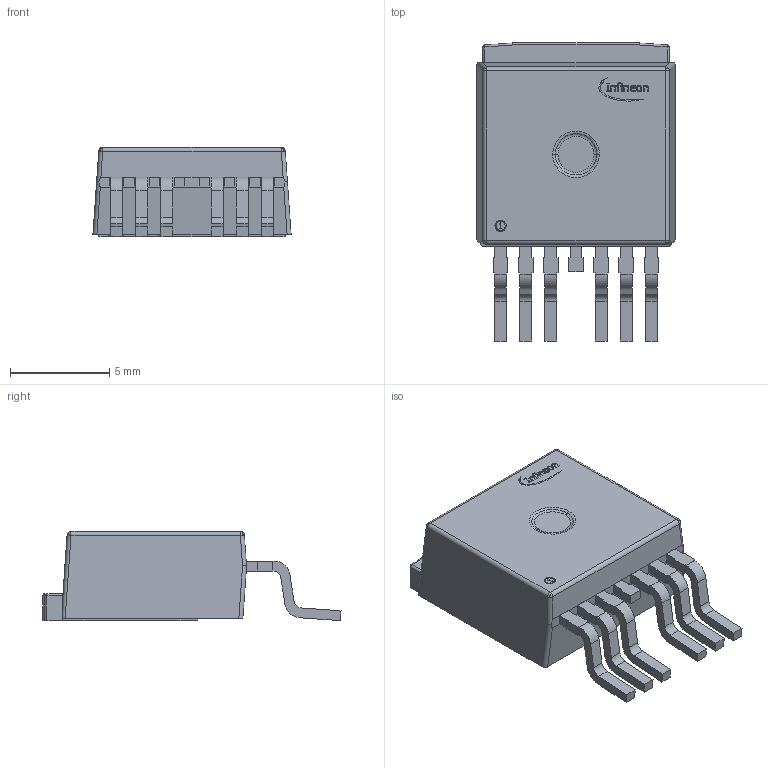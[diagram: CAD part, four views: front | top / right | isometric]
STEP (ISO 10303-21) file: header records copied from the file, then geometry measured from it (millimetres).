
FILE_DESCRIPTION (( 'STEP AP214' ), '1' );
FILE_NAME ('IPB044N15N5ATMA1.STEP', '2023-01-05T07:31:27', ( 'ADMIN' ), ( '' ), 'SwSTEP 2.0', 'SolidWorks 2016', '' );
FILE_SCHEMA (( 'AUTOMOTIVE_DESIGN' ));
Length unit declared in the file: millimetre
Products named in the file (7): Infineon assembly; Infineon Logo; Infineon Logo2; Infineon Logo3; 2; 1; IPB044N15N5ATMA1
Assembly tree (6 placements, depth 3):
  IPB044N15N5ATMA1
    1
    2
    Infineon assembly
      Infineon Logo3
      Infineon Logo2
      Infineon Logo
Bounding box: 10 x 15.03 x 4.5 mm (x, y, z)
Volume: 418 mm3; surface area: 593.1 mm2
Topology: 13 solids, 23 shells, 358 faces, 923 edges, 598 vertices
Faces by surface type: plane 247, bspline 60, cylinder 51
Entity records: 15574 total; most frequent: CARTESIAN_POINT 2868, ORIENTED_EDGE 1818, DIRECTION 1543, EDGE_CURVE 911, VECTOR 685, LINE 685, VERTEX_POINT 598, AXIS2_PLACEMENT_3D 429
